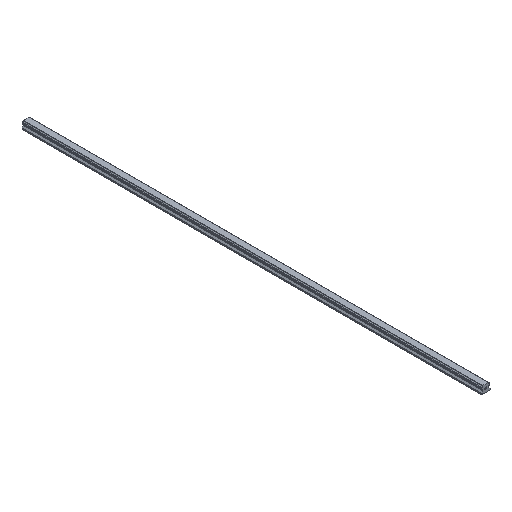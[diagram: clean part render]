
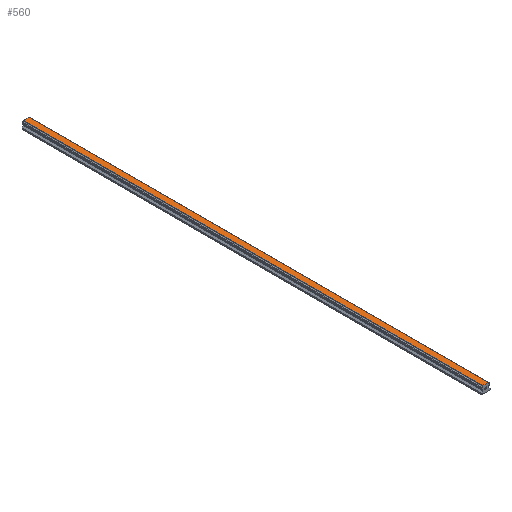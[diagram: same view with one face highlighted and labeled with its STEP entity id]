
A CAD part, isometric view. The second image highlights one B-rep face of the part: STEP entity #560.
In plain terms, the highlighted planar face has unit normal (0, 0, 1).
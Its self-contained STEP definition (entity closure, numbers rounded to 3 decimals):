
#560=ADVANCED_FACE('',(#1156),#1157,.T.);
#1156=FACE_OUTER_BOUND('',#1758,.T.);
#1157=PLANE('',#1759);
#1758=EDGE_LOOP('',(#3350,#3351,#3352,#3353));
#1759=AXIS2_PLACEMENT_3D('',#3354,#3355,#3356);
#3350=ORIENTED_EDGE('',*,*,#3952,.T.);
#3351=ORIENTED_EDGE('',*,*,#4094,.F.);
#3352=ORIENTED_EDGE('',*,*,#3833,.T.);
#3353=ORIENTED_EDGE('',*,*,#4092,.T.);
#3354=CARTESIAN_POINT('',(7.2,2370.0,38.));
#3355=DIRECTION('',(0.0,0.0,1.0));
#3356=DIRECTION('',(-1.0,0.0,0.0));
#3833=EDGE_CURVE('',#4688,#4686,#4689,.T.);
#3952=EDGE_CURVE('',#4881,#4879,#4882,.T.);
#4092=EDGE_CURVE('',#4686,#4881,#5036,.T.);
#4094=EDGE_CURVE('',#4688,#4879,#5038,.T.);
#4686=VERTEX_POINT('',#5849);
#4688=VERTEX_POINT('',#5852);
#4689=LINE('',#5853,#5854);
#4879=VERTEX_POINT('',#6133);
#4881=VERTEX_POINT('',#6136);
#4882=LINE('',#6137,#6138);
#5036=LINE('',#6321,#6322);
#5038=LINE('',#6324,#6325);
#5849=CARTESIAN_POINT('',(-14.4,2370.0,38.));
#5852=CARTESIAN_POINT('',(14.4,2370.0,38.));
#5853=CARTESIAN_POINT('',(14.4,2370.0,38.));
#5854=VECTOR('',#6734,1.0);
#6133=CARTESIAN_POINT('',(14.4,0.0,38.));
#6136=CARTESIAN_POINT('',(-14.4,0.0,38.));
#6137=CARTESIAN_POINT('',(0.0,0.0,38.));
#6138=VECTOR('',#6837,1.0);
#6321=CARTESIAN_POINT('',(-14.4,2370.0,38.));
#6322=VECTOR('',#7011,1.0);
#6324=CARTESIAN_POINT('',(14.4,2370.0,38.));
#6325=VECTOR('',#7012,1.0);
#6734=DIRECTION('',(-1.0,0.0,0.0));
#6837=DIRECTION('',(1.0,0.0,0.0));
#7011=DIRECTION('',(0.0,-1.0,0.0));
#7012=DIRECTION('',(0.0,-1.0,0.0));
